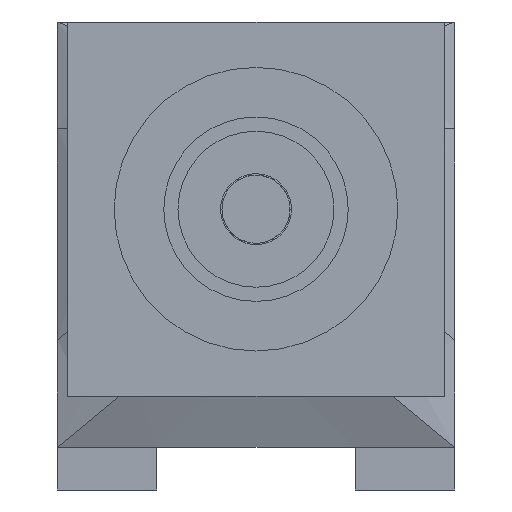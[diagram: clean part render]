
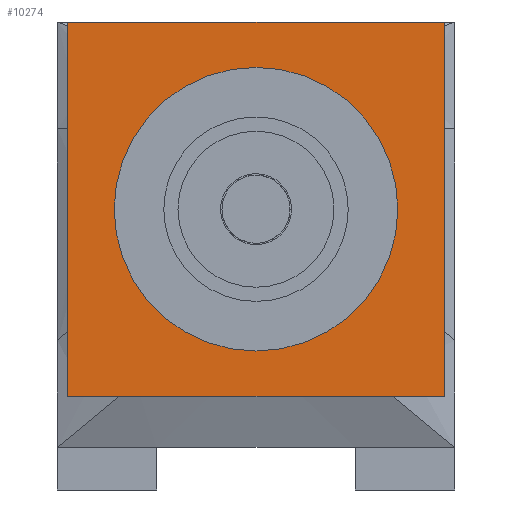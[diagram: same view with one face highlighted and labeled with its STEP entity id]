
A CAD part, front view. The second image highlights one B-rep face of the part: STEP entity #10274.
In plain terms, the highlighted planar face has unit normal (0, -1, 0).
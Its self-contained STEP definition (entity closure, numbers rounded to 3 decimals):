
#10171=AXIS2_PLACEMENT_3D('Circle Axis2P3D',#10169,#10170,$) ;
#10188=AXIS2_PLACEMENT_3D('Circle Axis2P3D',#10186,#10187,$) ;
#10234=AXIS2_PLACEMENT_3D('Plane Axis2P3D',#10231,#10232,#10233) ;
#10152=CARTESIAN_POINT('Vertex',(-89.458,-411.25,-17.015)) ;
#10166=CARTESIAN_POINT('Vertex',(110.542,-411.25,-17.015)) ;
#10169=CARTESIAN_POINT('Axis2P3D Location',(10.542,-411.25,-17.015)) ;
#10186=CARTESIAN_POINT('Axis2P3D Location',(10.542,-411.25,-17.015)) ;
#10231=CARTESIAN_POINT('Axis2P3D Location',(10.542,-411.25,-17.015)) ;
#10236=CARTESIAN_POINT('Line Origine',(143.331,-411.25,-17.015)) ;
#10240=CARTESIAN_POINT('Vertex',(143.331,-411.25,-149.015)) ;
#10242=CARTESIAN_POINT('Vertex',(143.331,-411.25,114.985)) ;
#10245=CARTESIAN_POINT('Line Origine',(10.542,-411.25,114.985)) ;
#10249=CARTESIAN_POINT('Vertex',(-122.247,-411.25,114.985)) ;
#10252=CARTESIAN_POINT('Line Origine',(-122.247,-411.25,-17.015)) ;
#10256=CARTESIAN_POINT('Vertex',(-122.247,-411.25,-149.015)) ;
#10259=CARTESIAN_POINT('Line Origine',(10.542,-411.25,-149.015)) ;
#10170=DIRECTION('Axis2P3D Direction',(0.,-1.,0.)) ;
#10187=DIRECTION('Axis2P3D Direction',(0.,-1.,0.)) ;
#10232=DIRECTION('Axis2P3D Direction',(0.,-1.,0.)) ;
#10233=DIRECTION('Axis2P3D XDirection',(1.,0.,0.)) ;
#10237=DIRECTION('Vector Direction',(0.,0.,1.)) ;
#10246=DIRECTION('Vector Direction',(-1.,0.,0.)) ;
#10253=DIRECTION('Vector Direction',(0.,0.,-1.)) ;
#10260=DIRECTION('Vector Direction',(1.,0.,0.)) ;
#10238=VECTOR('Line Direction',#10237,1.) ;
#10247=VECTOR('Line Direction',#10246,1.) ;
#10254=VECTOR('Line Direction',#10253,1.) ;
#10261=VECTOR('Line Direction',#10260,1.) ;
#10265=ORIENTED_EDGE('',*,*,#10244,.T.) ;
#10266=ORIENTED_EDGE('',*,*,#10251,.T.) ;
#10267=ORIENTED_EDGE('',*,*,#10258,.T.) ;
#10268=ORIENTED_EDGE('',*,*,#10263,.T.) ;
#10271=ORIENTED_EDGE('',*,*,#10190,.T.) ;
#10272=ORIENTED_EDGE('',*,*,#10173,.T.) ;
#10273=FACE_BOUND('',#10270,.T.) ;
#10274=ADVANCED_FACE('4',(#10269,#10273),#10235,.T.) ;
#10172=CIRCLE('generated circle',#10171,100.) ;
#10189=CIRCLE('generated circle',#10188,100.) ;
#10173=EDGE_CURVE('',#10153,#10167,#10172,.F.) ;
#10190=EDGE_CURVE('',#10167,#10153,#10189,.F.) ;
#10244=EDGE_CURVE('',#10241,#10243,#10239,.T.) ;
#10251=EDGE_CURVE('',#10243,#10250,#10248,.T.) ;
#10258=EDGE_CURVE('',#10250,#10257,#10255,.T.) ;
#10263=EDGE_CURVE('',#10257,#10241,#10262,.T.) ;
#10264=EDGE_LOOP('',(#10265,#10266,#10267,#10268)) ;
#10270=EDGE_LOOP('',(#10271,#10272)) ;
#10269=FACE_OUTER_BOUND('',#10264,.T.) ;
#10239=LINE('Line',#10236,#10238) ;
#10248=LINE('Line',#10245,#10247) ;
#10255=LINE('Line',#10252,#10254) ;
#10262=LINE('Line',#10259,#10261) ;
#10235=PLANE('',#10234) ;
#10153=VERTEX_POINT('',#10152) ;
#10167=VERTEX_POINT('',#10166) ;
#10241=VERTEX_POINT('',#10240) ;
#10243=VERTEX_POINT('',#10242) ;
#10250=VERTEX_POINT('',#10249) ;
#10257=VERTEX_POINT('',#10256) ;
